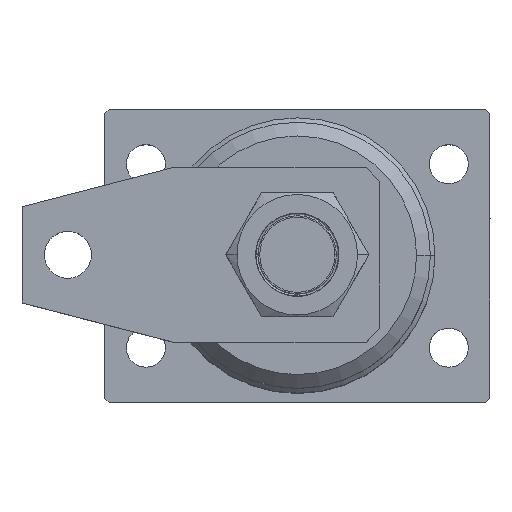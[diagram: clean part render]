
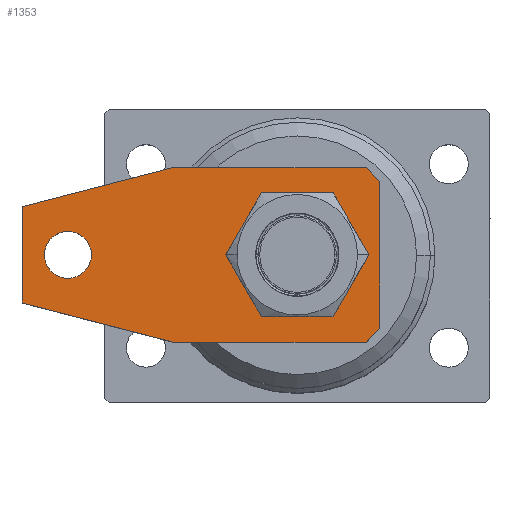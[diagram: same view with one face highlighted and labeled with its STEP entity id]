
A CAD part, top view. The second image highlights one B-rep face of the part: STEP entity #1353.
In plain terms, the highlighted face is planar.
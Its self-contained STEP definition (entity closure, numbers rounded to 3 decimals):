
#57 = AXIS2_PLACEMENT_3D ( 'NONE', #3085, #3076, #3093 ) ;
#306 = VECTOR ( 'NONE', #4713, 1000. ) ;
#308 = VECTOR ( 'NONE', #4727, 1000. ) ;
#309 = LINE ( 'NONE', #4715, #306 ) ;
#310 = LINE ( 'NONE', #4729, #308 ) ;
#311 = VECTOR ( 'NONE', #4734, 1000. ) ;
#313 = LINE ( 'NONE', #4735, #311 ) ;
#314 = VECTOR ( 'NONE', #4739, 1000. ) ;
#316 = LINE ( 'NONE', #4740, #314 ) ;
#317 = CIRCLE ( 'NONE', #2136, 5.125 ) ;
#321 = CIRCLE ( 'NONE', #2137, 9.5 ) ;
#322 = VECTOR ( 'NONE', #4744, 1000. ) ;
#325 = LINE ( 'NONE', #4745, #322 ) ;
#332 = VECTOR ( 'NONE', #4753, 1000. ) ;
#335 = LINE ( 'NONE', #4754, #332 ) ;
#344 = VECTOR ( 'NONE', #4787, 1000. ) ;
#347 = LINE ( 'NONE', #4788, #344 ) ;
#350 = VECTOR ( 'NONE', #4792, 1000. ) ;
#351 = LINE ( 'NONE', #4714, #350 ) ;
#365 = CIRCLE ( 'NONE', #2138, 5.125 ) ;
#384 = CIRCLE ( 'NONE', #2142, 9.5 ) ;
#464 = CARTESIAN_POINT ( 'NONE',  ( 15., 19., 19. ) ) ;
#465 = CARTESIAN_POINT ( 'NONE',  ( -27.133, 19., 19. ) ) ;
#468 = CARTESIAN_POINT ( 'NONE',  ( -60., 19., 10.5 ) ) ;
#469 = CARTESIAN_POINT ( 'NONE',  ( -60., 19., -10.5 ) ) ;
#486 = CARTESIAN_POINT ( 'NONE',  ( 0., 19., -9.5 ) ) ;
#487 = CARTESIAN_POINT ( 'NONE',  ( 0., 19., 9.5 ) ) ;
#502 = CARTESIAN_POINT ( 'NONE',  ( -27.133, 19., -19. ) ) ;
#505 = CARTESIAN_POINT ( 'NONE',  ( 15., 19., -19. ) ) ;
#508 = CARTESIAN_POINT ( 'NONE',  ( 18., 19., 16. ) ) ;
#512 = CARTESIAN_POINT ( 'NONE',  ( 18., 19., -16. ) ) ;
#521 = CARTESIAN_POINT ( 'NONE',  ( -50., 19., 5.125 ) ) ;
#522 = CARTESIAN_POINT ( 'NONE',  ( -50., 19., -5.125 ) ) ;
#1353 = ADVANCED_FACE ( 'NONE', ( #3234, #3230, #3237 ), #3090, .T. ) ;
#1858 = EDGE_LOOP ( 'NONE', ( #3664, #3665 ) ) ;
#1911 = EDGE_LOOP ( 'NONE', ( #3666, #3667, #3668, #3669, #3670, #3541, #3542, #3539 ) ) ;
#1912 = EDGE_LOOP ( 'NONE', ( #3662, #3663 ) ) ;
#2006 = VERTEX_POINT ( 'NONE', #522 ) ;
#2007 = VERTEX_POINT ( 'NONE', #521 ) ;
#2015 = VERTEX_POINT ( 'NONE', #512 ) ;
#2016 = VERTEX_POINT ( 'NONE', #508 ) ;
#2018 = VERTEX_POINT ( 'NONE', #505 ) ;
#2020 = VERTEX_POINT ( 'NONE', #502 ) ;
#2032 = VERTEX_POINT ( 'NONE', #487 ) ;
#2033 = VERTEX_POINT ( 'NONE', #486 ) ;
#2045 = VERTEX_POINT ( 'NONE', #469 ) ;
#2046 = VERTEX_POINT ( 'NONE', #468 ) ;
#2049 = VERTEX_POINT ( 'NONE', #465 ) ;
#2050 = VERTEX_POINT ( 'NONE', #464 ) ;
#2136 = AXIS2_PLACEMENT_3D ( 'NONE', #4733, #4732, #4731 ) ;
#2137 = AXIS2_PLACEMENT_3D ( 'NONE', #4738, #4737, #4736 ) ;
#2138 = AXIS2_PLACEMENT_3D ( 'NONE', #4815, #5285, #5286 ) ;
#2142 = AXIS2_PLACEMENT_3D ( 'NONE', #5207, #5206, #5205 ) ;
#3076 = DIRECTION ( 'NONE',  ( 0., 1., 0. ) ) ;
#3085 = CARTESIAN_POINT ( 'NONE',  ( 0., 19., 0. ) ) ;
#3090 = PLANE ( 'NONE',  #57 ) ;
#3093 = DIRECTION ( 'NONE',  ( 0., 0., 1. ) ) ;
#3230 = FACE_BOUND ( 'NONE', #1858, .T. ) ;
#3234 = FACE_BOUND ( 'NONE', #1912, .T. ) ;
#3237 = FACE_OUTER_BOUND ( 'NONE', #1911, .T. ) ;
#3539 = ORIENTED_EDGE ( 'NONE', *, *, #4473, .T. ) ;
#3541 = ORIENTED_EDGE ( 'NONE', *, *, #4472, .F. ) ;
#3542 = ORIENTED_EDGE ( 'NONE', *, *, #4463, .T. ) ;
#3662 = ORIENTED_EDGE ( 'NONE', *, *, #4466, .T. ) ;
#3663 = ORIENTED_EDGE ( 'NONE', *, *, #4427, .T. ) ;
#3664 = ORIENTED_EDGE ( 'NONE', *, *, #4467, .F. ) ;
#3665 = ORIENTED_EDGE ( 'NONE', *, *, #4442, .F. ) ;
#3666 = ORIENTED_EDGE ( 'NONE', *, *, #4448, .T. ) ;
#3667 = ORIENTED_EDGE ( 'NONE', *, *, #4468, .T. ) ;
#3668 = ORIENTED_EDGE ( 'NONE', *, *, #4451, .T. ) ;
#3669 = ORIENTED_EDGE ( 'NONE', *, *, #4470, .F. ) ;
#3670 = ORIENTED_EDGE ( 'NONE', *, *, #4458, .T. ) ;
#4427 = EDGE_CURVE ( 'NONE', #2032, #2033, #384, .T. ) ;
#4442 = EDGE_CURVE ( 'NONE', #2006, #2007, #365, .T. ) ;
#4448 = EDGE_CURVE ( 'NONE', #2016, #2015, #351, .T. ) ;
#4451 = EDGE_CURVE ( 'NONE', #2018, #2020, #347, .T. ) ;
#4458 = EDGE_CURVE ( 'NONE', #2045, #2046, #335, .T. ) ;
#4463 = EDGE_CURVE ( 'NONE', #2049, #2050, #325, .T. ) ;
#4466 = EDGE_CURVE ( 'NONE', #2033, #2032, #321, .T. ) ;
#4467 = EDGE_CURVE ( 'NONE', #2007, #2006, #317, .T. ) ;
#4468 = EDGE_CURVE ( 'NONE', #2015, #2018, #316, .T. ) ;
#4470 = EDGE_CURVE ( 'NONE', #2045, #2020, #313, .T. ) ;
#4472 = EDGE_CURVE ( 'NONE', #2049, #2046, #310, .T. ) ;
#4473 = EDGE_CURVE ( 'NONE', #2050, #2016, #309, .T. ) ;
#4713 = DIRECTION ( 'NONE',  ( 0.707, 0., -0.707 ) ) ;
#4714 = CARTESIAN_POINT ( 'NONE',  ( 18., 19., -19. ) ) ;
#4715 = CARTESIAN_POINT ( 'NONE',  ( 17., 19., 17. ) ) ;
#4727 = DIRECTION ( 'NONE',  ( -0.968, 0., -0.25 ) ) ;
#4729 = CARTESIAN_POINT ( 'NONE',  ( -27.133, 19., 19. ) ) ;
#4731 = DIRECTION ( 'NONE',  ( 0., 0., 1. ) ) ;
#4732 = DIRECTION ( 'NONE',  ( 0., 1., 0. ) ) ;
#4733 = CARTESIAN_POINT ( 'NONE',  ( -50., 19., 0. ) ) ;
#4734 = DIRECTION ( 'NONE',  ( 0.968, 0., -0.25 ) ) ;
#4735 = CARTESIAN_POINT ( 'NONE',  ( -27.133, 19., -19. ) ) ;
#4736 = DIRECTION ( 'NONE',  ( 0., 0., -1. ) ) ;
#4737 = DIRECTION ( 'NONE',  ( 0., -1., 0. ) ) ;
#4738 = CARTESIAN_POINT ( 'NONE',  ( 0., 19., 0. ) ) ;
#4739 = DIRECTION ( 'NONE',  ( -0.707, 0., -0.707 ) ) ;
#4740 = CARTESIAN_POINT ( 'NONE',  ( 17., 19., -17. ) ) ;
#4744 = DIRECTION ( 'NONE',  ( 1., 0., 0. ) ) ;
#4745 = CARTESIAN_POINT ( 'NONE',  ( -60., 19., 19. ) ) ;
#4753 = DIRECTION ( 'NONE',  ( 0., 0., 1. ) ) ;
#4754 = CARTESIAN_POINT ( 'NONE',  ( -60., 19., -19. ) ) ;
#4787 = DIRECTION ( 'NONE',  ( -1., 0., 0. ) ) ;
#4788 = CARTESIAN_POINT ( 'NONE',  ( -60., 19., -19. ) ) ;
#4792 = DIRECTION ( 'NONE',  ( 0., 0., -1. ) ) ;
#4815 = CARTESIAN_POINT ( 'NONE',  ( -50., 19., 0. ) ) ;
#5205 = DIRECTION ( 'NONE',  ( 0., 0., -1. ) ) ;
#5206 = DIRECTION ( 'NONE',  ( 0., -1., 0. ) ) ;
#5207 = CARTESIAN_POINT ( 'NONE',  ( 0., 19., 0. ) ) ;
#5285 = DIRECTION ( 'NONE',  ( 0., 1., 0. ) ) ;
#5286 = DIRECTION ( 'NONE',  ( 0., 0., 1. ) ) ;
